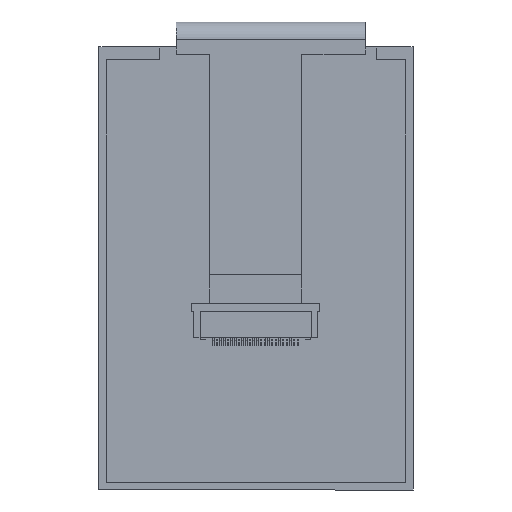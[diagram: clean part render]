
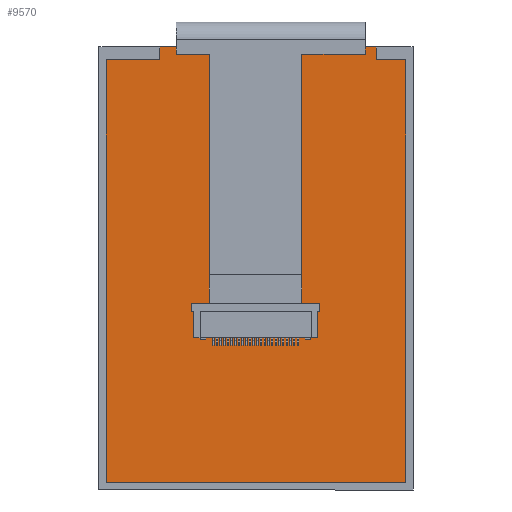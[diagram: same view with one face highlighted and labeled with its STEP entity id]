
A CAD part, front view. The second image highlights one B-rep face of the part: STEP entity #9570.
In plain terms, the highlighted planar face has unit normal (0, -1, 0).
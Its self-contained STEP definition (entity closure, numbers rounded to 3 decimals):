
#51 = AXIS2_PLACEMENT_3D ( 'NONE', #5212, #10105, #6175 ) ;
#66 = EDGE_CURVE ( 'NONE', #5680, #12433, #4138, .T. ) ;
#137 = DIRECTION ( 'NONE',  ( -1., 0., 0. ) ) ;
#376 = VERTEX_POINT ( 'NONE', #5983 ) ;
#384 = LINE ( 'NONE', #5570, #9744 ) ;
#396 = EDGE_CURVE ( 'NONE', #11139, #376, #1099, .T. ) ;
#748 = DIRECTION ( 'NONE',  ( -1., 0., 0. ) ) ;
#936 = ORIENTED_EDGE ( 'NONE', *, *, #66, .T. ) ;
#1018 = EDGE_CURVE ( 'NONE', #6463, #11139, #1792, .T. ) ;
#1099 = LINE ( 'NONE', #5021, #10850 ) ;
#1185 = ORIENTED_EDGE ( 'NONE', *, *, #5434, .F. ) ;
#1721 = LINE ( 'NONE', #3901, #3813 ) ;
#1792 = LINE ( 'NONE', #11447, #2625 ) ;
#2154 = ORIENTED_EDGE ( 'NONE', *, *, #3218, .T. ) ;
#2255 = PLANE ( 'NONE',  #51 ) ;
#2286 = DIRECTION ( 'NONE',  ( 0., 0., 1. ) ) ;
#2625 = VECTOR ( 'NONE', #10717, 1000. ) ;
#2628 = VECTOR ( 'NONE', #5355, 1000. ) ;
#2694 = LINE ( 'NONE', #6599, #10381 ) ;
#3139 = EDGE_CURVE ( 'NONE', #6954, #5680, #1721, .T. ) ;
#3218 = EDGE_CURVE ( 'NONE', #12433, #10809, #2694, .T. ) ;
#3325 = EDGE_CURVE ( 'NONE', #10809, #6990, #4215, .T. ) ;
#3476 = FACE_OUTER_BOUND ( 'NONE', #12556, .T. ) ;
#3713 = DIRECTION ( 'NONE',  ( 1., 0., 0. ) ) ;
#3772 = ORIENTED_EDGE ( 'NONE', *, *, #3325, .T. ) ;
#3813 = VECTOR ( 'NONE', #10781, 1000. ) ;
#3901 = CARTESIAN_POINT ( 'NONE',  ( -20.36, 2.6, -23.285 ) ) ;
#4138 = LINE ( 'NONE', #8046, #2628 ) ;
#4215 = LINE ( 'NONE', #11094, #8310 ) ;
#4417 = CARTESIAN_POINT ( 'NONE',  ( -13.11, 2.6, 34.225 ) ) ;
#5021 = CARTESIAN_POINT ( 'NONE',  ( -13.11, 2.6, 34.225 ) ) ;
#5053 = ORIENTED_EDGE ( 'NONE', *, *, #3139, .T. ) ;
#5212 = CARTESIAN_POINT ( 'NONE',  ( 0., 2.6, 0. ) ) ;
#5258 = DIRECTION ( 'NONE',  ( 0., 0., -1. ) ) ;
#5355 = DIRECTION ( 'NONE',  ( 0., 0., 1. ) ) ;
#5434 = EDGE_CURVE ( 'NONE', #6463, #6990, #384, .T. ) ;
#5570 = CARTESIAN_POINT ( 'NONE',  ( -21.36, 2.6, 35.975 ) ) ;
#5680 = VERTEX_POINT ( 'NONE', #10444 ) ;
#5730 = ORIENTED_EDGE ( 'NONE', *, *, #1018, .T. ) ;
#5736 = VECTOR ( 'NONE', #5258, 1000. ) ;
#5983 = CARTESIAN_POINT ( 'NONE',  ( -20.36, 2.6, 34.225 ) ) ;
#6175 = DIRECTION ( 'NONE',  ( 0., 0., -1. ) ) ;
#6463 = VERTEX_POINT ( 'NONE', #11466 ) ;
#6599 = CARTESIAN_POINT ( 'NONE',  ( 20.36, 2.6, 34.225 ) ) ;
#6954 = VERTEX_POINT ( 'NONE', #9306 ) ;
#6990 = VERTEX_POINT ( 'NONE', #7367 ) ;
#7186 = CARTESIAN_POINT ( 'NONE',  ( 16.36, 2.6, 34.225 ) ) ;
#7367 = CARTESIAN_POINT ( 'NONE',  ( 16.36, 2.6, 35.975 ) ) ;
#7552 = CARTESIAN_POINT ( 'NONE',  ( 20.36, 2.6, 34.225 ) ) ;
#8046 = CARTESIAN_POINT ( 'NONE',  ( 20.36, 2.6, -23.285 ) ) ;
#8244 = EDGE_CURVE ( 'NONE', #376, #6954, #10084, .T. ) ;
#8310 = VECTOR ( 'NONE', #2286, 1000. ) ;
#8840 = ORIENTED_EDGE ( 'NONE', *, *, #396, .T. ) ;
#9043 = CARTESIAN_POINT ( 'NONE',  ( -20.36, 2.6, 34.225 ) ) ;
#9072 = ORIENTED_EDGE ( 'NONE', *, *, #8244, .T. ) ;
#9306 = CARTESIAN_POINT ( 'NONE',  ( -20.36, 2.6, -23.285 ) ) ;
#9570 = ADVANCED_FACE ( 'NONE', ( #3476 ), #2255, .T. ) ;
#9744 = VECTOR ( 'NONE', #3713, 1000. ) ;
#10084 = LINE ( 'NONE', #9043, #5736 ) ;
#10105 = DIRECTION ( 'NONE',  ( 0., -1., 0. ) ) ;
#10381 = VECTOR ( 'NONE', #748, 1000. ) ;
#10444 = CARTESIAN_POINT ( 'NONE',  ( 20.36, 2.6, -23.285 ) ) ;
#10717 = DIRECTION ( 'NONE',  ( 0., 0., -1. ) ) ;
#10781 = DIRECTION ( 'NONE',  ( 1., 0., 0. ) ) ;
#10809 = VERTEX_POINT ( 'NONE', #7186 ) ;
#10850 = VECTOR ( 'NONE', #137, 1000. ) ;
#11094 = CARTESIAN_POINT ( 'NONE',  ( 16.36, 2.6, 34.225 ) ) ;
#11139 = VERTEX_POINT ( 'NONE', #4417 ) ;
#11447 = CARTESIAN_POINT ( 'NONE',  ( -13.11, 2.6, 35.975 ) ) ;
#11466 = CARTESIAN_POINT ( 'NONE',  ( -13.11, 2.6, 35.975 ) ) ;
#12433 = VERTEX_POINT ( 'NONE', #7552 ) ;
#12556 = EDGE_LOOP ( 'NONE', ( #5730, #8840, #9072, #5053, #936, #2154, #3772, #1185 ) ) ;
